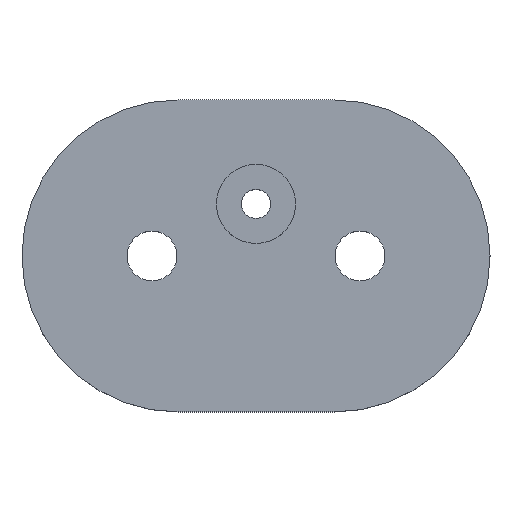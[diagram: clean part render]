
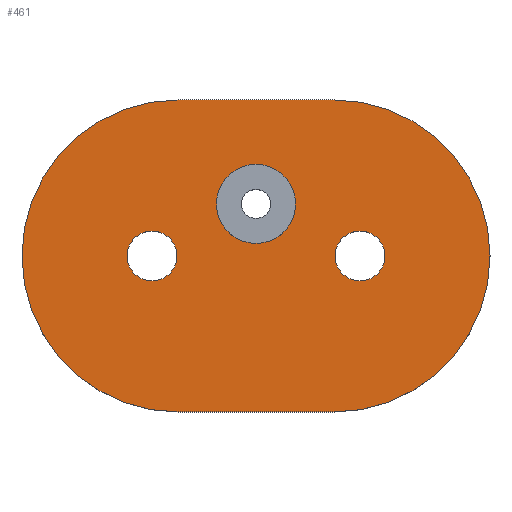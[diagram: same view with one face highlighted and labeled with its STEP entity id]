
A CAD part, top view. The second image highlights one B-rep face of the part: STEP entity #461.
In plain terms, the highlighted planar face has unit normal (0, 0, 1).
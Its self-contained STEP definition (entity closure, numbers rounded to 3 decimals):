
#10 = EDGE_LOOP ( 'NONE', ( #344, #515 ) ) ;
#11 = FACE_BOUND ( 'NONE', #89, .T. ) ;
#17 = CARTESIAN_POINT ( 'NONE',  ( -3.8, 5., 4. ) ) ;
#18 = CIRCLE ( 'NONE', #400, 2.4 ) ;
#24 = VERTEX_POINT ( 'NONE', #190 ) ;
#26 = CIRCLE ( 'NONE', #333, 2.4 ) ;
#27 = CARTESIAN_POINT ( 'NONE',  ( 10., 0., 4. ) ) ;
#28 = CARTESIAN_POINT ( 'NONE',  ( -7.5, 0., 4. ) ) ;
#29 = AXIS2_PLACEMENT_3D ( 'NONE', #282, #239, #410 ) ;
#32 = EDGE_CURVE ( 'NONE', #142, #24, #524, .T. ) ;
#38 = CARTESIAN_POINT ( 'NONE',  ( -7.5, -15., 4. ) ) ;
#40 = AXIS2_PLACEMENT_3D ( 'NONE', #95, #170, #420 ) ;
#60 = CIRCLE ( 'NONE', #201, 3.8 ) ;
#64 = ORIENTED_EDGE ( 'NONE', *, *, #216, .F. ) ;
#72 = CARTESIAN_POINT ( 'NONE',  ( -7.5, 0., 4. ) ) ;
#73 = EDGE_CURVE ( 'NONE', #24, #403, #209, .T. ) ;
#79 = FACE_BOUND ( 'NONE', #212, .T. ) ;
#81 = CARTESIAN_POINT ( 'NONE',  ( 7.5, 15., 4. ) ) ;
#82 = CARTESIAN_POINT ( 'NONE',  ( 10., 0., 4. ) ) ;
#87 = AXIS2_PLACEMENT_3D ( 'NONE', #28, #277, #313 ) ;
#89 = EDGE_LOOP ( 'NONE', ( #519, #64 ) ) ;
#95 = CARTESIAN_POINT ( 'NONE',  ( 0., 0., 4. ) ) ;
#103 = DIRECTION ( 'NONE',  ( 1., 0., 0. ) ) ;
#106 = CARTESIAN_POINT ( 'NONE',  ( -12.4, 0., 4. ) ) ;
#107 = DIRECTION ( 'NONE',  ( 1., 0., 0. ) ) ;
#111 = DIRECTION ( 'NONE',  ( 1., 0., 0. ) ) ;
#118 = CARTESIAN_POINT ( 'NONE',  ( 3.8, 5., 4. ) ) ;
#126 = DIRECTION ( 'NONE',  ( 0., 0., 1. ) ) ;
#133 = VERTEX_POINT ( 'NONE', #325 ) ;
#138 = VERTEX_POINT ( 'NONE', #491 ) ;
#139 = VERTEX_POINT ( 'NONE', #148 ) ;
#142 = VERTEX_POINT ( 'NONE', #38 ) ;
#148 = CARTESIAN_POINT ( 'NONE',  ( -7.6, 0., 4. ) ) ;
#149 = EDGE_CURVE ( 'NONE', #512, #139, #427, .T. ) ;
#152 = VECTOR ( 'NONE', #111, 1000. ) ;
#158 = EDGE_CURVE ( 'NONE', #133, #138, #335, .T. ) ;
#170 = DIRECTION ( 'NONE',  ( 0., 0., 1. ) ) ;
#177 = DIRECTION ( 'NONE',  ( 0., 0., 1. ) ) ;
#182 = CARTESIAN_POINT ( 'NONE',  ( 0., 5., 4. ) ) ;
#184 = EDGE_CURVE ( 'NONE', #507, #227, #469, .T. ) ;
#185 = DIRECTION ( 'NONE',  ( 1., 0., 0. ) ) ;
#188 = DIRECTION ( 'NONE',  ( 1., 0., 0. ) ) ;
#190 = CARTESIAN_POINT ( 'NONE',  ( 7.5, -15., 4. ) ) ;
#191 = CARTESIAN_POINT ( 'NONE',  ( -10., 0., 4. ) ) ;
#198 = EDGE_CURVE ( 'NONE', #139, #512, #18, .T. ) ;
#201 = AXIS2_PLACEMENT_3D ( 'NONE', #268, #177, #185 ) ;
#209 = CIRCLE ( 'NONE', #29, 15. ) ;
#212 = EDGE_LOOP ( 'NONE', ( #477, #511 ) ) ;
#216 = EDGE_CURVE ( 'NONE', #482, #286, #535, .T. ) ;
#227 = VERTEX_POINT ( 'NONE', #473 ) ;
#232 = CIRCLE ( 'NONE', #87, 15. ) ;
#235 = AXIS2_PLACEMENT_3D ( 'NONE', #82, #251, #425 ) ;
#239 = DIRECTION ( 'NONE',  ( 0., 0., 1. ) ) ;
#241 = EDGE_CURVE ( 'NONE', #138, #142, #232, .T. ) ;
#251 = DIRECTION ( 'NONE',  ( 0., 0., 1. ) ) ;
#266 = ORIENTED_EDGE ( 'NONE', *, *, #241, .T. ) ;
#268 = CARTESIAN_POINT ( 'NONE',  ( 0., 5., 4. ) ) ;
#270 = EDGE_CURVE ( 'NONE', #286, #482, #60, .T. ) ;
#271 = EDGE_LOOP ( 'NONE', ( #465, #433, #476, #541, #266 ) ) ;
#277 = DIRECTION ( 'NONE',  ( 0., 0., 1. ) ) ;
#282 = CARTESIAN_POINT ( 'NONE',  ( 7.5, 0., 4. ) ) ;
#286 = VERTEX_POINT ( 'NONE', #17 ) ;
#293 = AXIS2_PLACEMENT_3D ( 'NONE', #182, #484, #103 ) ;
#295 = PLANE ( 'NONE',  #40 ) ;
#313 = DIRECTION ( 'NONE',  ( 1., 0., 0. ) ) ;
#321 = EDGE_CURVE ( 'NONE', #133, #403, #432, .T. ) ;
#325 = CARTESIAN_POINT ( 'NONE',  ( -7.5, 15., 4. ) ) ;
#333 = AXIS2_PLACEMENT_3D ( 'NONE', #27, #355, #188 ) ;
#335 = CIRCLE ( 'NONE', #498, 15. ) ;
#340 = FACE_OUTER_BOUND ( 'NONE', #271, .T. ) ;
#344 = ORIENTED_EDGE ( 'NONE', *, *, #149, .F. ) ;
#355 = DIRECTION ( 'NONE',  ( 0., 0., 1. ) ) ;
#364 = AXIS2_PLACEMENT_3D ( 'NONE', #191, #528, #369 ) ;
#369 = DIRECTION ( 'NONE',  ( 1., 0., 0. ) ) ;
#380 = VECTOR ( 'NONE', #479, 1000. ) ;
#399 = CARTESIAN_POINT ( 'NONE',  ( 0., 15., 4. ) ) ;
#400 = AXIS2_PLACEMENT_3D ( 'NONE', #435, #445, #107 ) ;
#403 = VERTEX_POINT ( 'NONE', #81 ) ;
#410 = DIRECTION ( 'NONE',  ( 1., 0., 0. ) ) ;
#420 = DIRECTION ( 'NONE',  ( 1., 0., 0. ) ) ;
#425 = DIRECTION ( 'NONE',  ( 1., 0., 0. ) ) ;
#427 = CIRCLE ( 'NONE', #364, 2.4 ) ;
#432 = LINE ( 'NONE', #399, #380 ) ;
#433 = ORIENTED_EDGE ( 'NONE', *, *, #73, .T. ) ;
#435 = CARTESIAN_POINT ( 'NONE',  ( -10., 0., 4. ) ) ;
#445 = DIRECTION ( 'NONE',  ( 0., 0., 1. ) ) ;
#461 = ADVANCED_FACE ( 'NONE', ( #11, #79, #513, #340 ), #295, .T. ) ;
#465 = ORIENTED_EDGE ( 'NONE', *, *, #32, .T. ) ;
#469 = CIRCLE ( 'NONE', #235, 2.4 ) ;
#473 = CARTESIAN_POINT ( 'NONE',  ( 7.6, 0., 4. ) ) ;
#476 = ORIENTED_EDGE ( 'NONE', *, *, #321, .F. ) ;
#477 = ORIENTED_EDGE ( 'NONE', *, *, #529, .F. ) ;
#479 = DIRECTION ( 'NONE',  ( 1., 0., 0. ) ) ;
#482 = VERTEX_POINT ( 'NONE', #118 ) ;
#484 = DIRECTION ( 'NONE',  ( 0., 0., 1. ) ) ;
#485 = CARTESIAN_POINT ( 'NONE',  ( 12.4, 0., 4. ) ) ;
#491 = CARTESIAN_POINT ( 'NONE',  ( -22.5, 0., 4. ) ) ;
#492 = CARTESIAN_POINT ( 'NONE',  ( 0., -15., 4. ) ) ;
#498 = AXIS2_PLACEMENT_3D ( 'NONE', #72, #126, #501 ) ;
#501 = DIRECTION ( 'NONE',  ( 1., 0., 0. ) ) ;
#507 = VERTEX_POINT ( 'NONE', #485 ) ;
#511 = ORIENTED_EDGE ( 'NONE', *, *, #184, .F. ) ;
#512 = VERTEX_POINT ( 'NONE', #106 ) ;
#513 = FACE_BOUND ( 'NONE', #10, .T. ) ;
#515 = ORIENTED_EDGE ( 'NONE', *, *, #198, .F. ) ;
#519 = ORIENTED_EDGE ( 'NONE', *, *, #270, .F. ) ;
#524 = LINE ( 'NONE', #492, #152 ) ;
#528 = DIRECTION ( 'NONE',  ( 0., 0., 1. ) ) ;
#529 = EDGE_CURVE ( 'NONE', #227, #507, #26, .T. ) ;
#535 = CIRCLE ( 'NONE', #293, 3.8 ) ;
#541 = ORIENTED_EDGE ( 'NONE', *, *, #158, .T. ) ;
